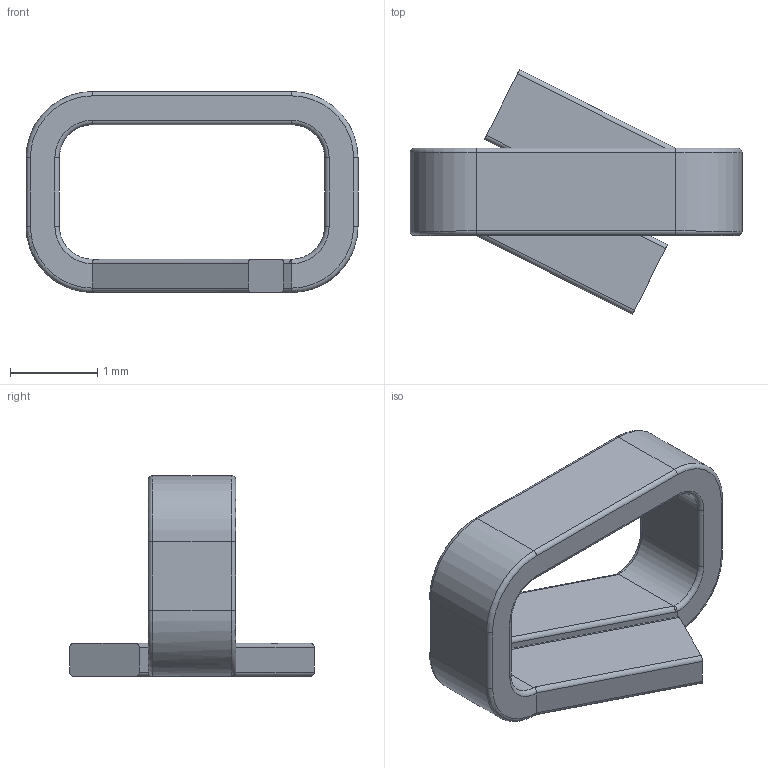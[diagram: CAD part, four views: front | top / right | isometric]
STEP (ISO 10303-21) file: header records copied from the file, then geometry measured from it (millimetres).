
FILE_DESCRIPTION(/* description */ (''),/* implementation_level */ '2;1');
FILE_NAME(/* name */ '5f52611779f34512cfd74c9d',/* time_stamp */ '2020-09-04T15:45:27+00:00',/* author */ (''),/* organization */ (''),/* preprocessor_version */ 'ST-DEVELOPER v16.7',/* originating_system */ $,/* authorisation */ $);
FILE_SCHEMA (('AUTOMOTIVE_DESIGN {1 0 10303 214 3 1 1}'));
Length unit declared in the file: metre
Products named in the file (1): Part 1
Bounding box: 3.8 x 2.8 x 2.3 mm (x, y, z)
Volume: 4.3 mm3; surface area: 31.5 mm2
Topology: 1 solids, 1 shells, 64 faces, 154 edges, 92 vertices
Faces by surface type: cylinder 28, plane 18, torus 16, bspline 2
Entity records: 1914 total; most frequent: CARTESIAN_POINT 385, DIRECTION 332, ORIENTED_EDGE 308, EDGE_CURVE 154, AXIS2_PLACEMENT_3D 131, VERTEX_POINT 92, LINE 70, VECTOR 70
